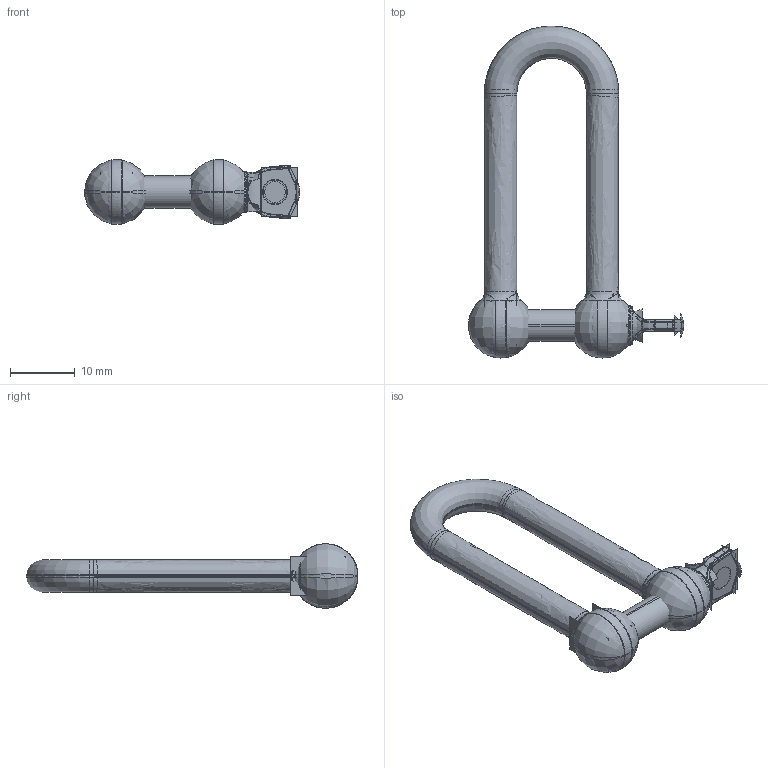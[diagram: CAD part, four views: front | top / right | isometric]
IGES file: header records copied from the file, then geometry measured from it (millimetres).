
Start section:  PTC IGES file: a-623105.igs
Global section: file name: a-623105.igs; native system: Creo Parametric by PTC Inc.; preprocessor: 2021284; author: Student; organization: Unknown; date: 20211207.151347; units: millimetre
Bounding box: 33.18 x 51.19 x 9.94 mm (x, y, z)
Surface area: 6879.6 mm2 (no closed solid volume)
Topology: 0 solids, 0 shells, 344 faces, 4516 edges, 5886 vertices
Faces by surface type: bspline 176, revolution 168
